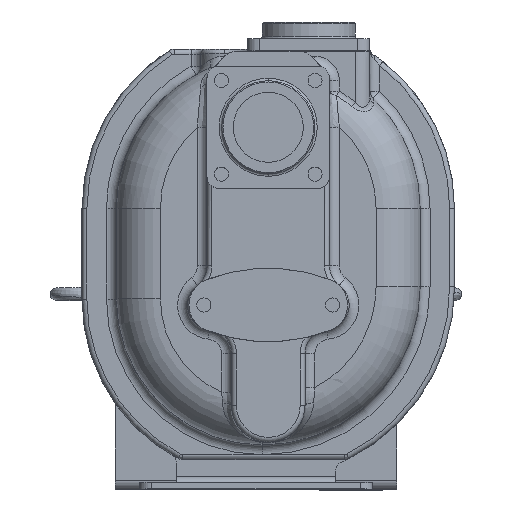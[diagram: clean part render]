
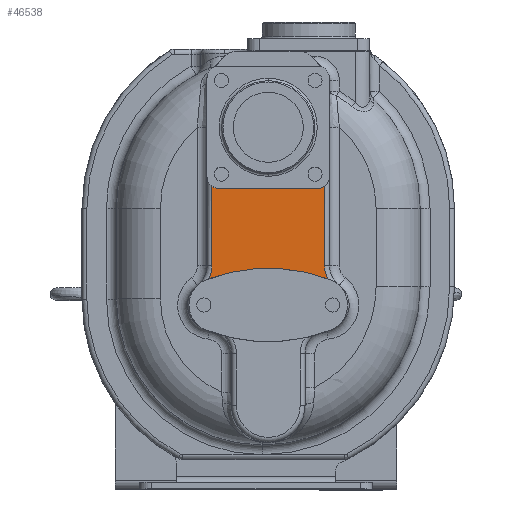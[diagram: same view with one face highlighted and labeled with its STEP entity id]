
A CAD part, top view. The second image highlights one B-rep face of the part: STEP entity #46538.
In plain terms, the highlighted planar face has unit normal (0, 0, 1).
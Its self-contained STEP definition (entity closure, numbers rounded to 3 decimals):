
#1305=DIRECTION('',(1.,0.,0.));
#1306=VECTOR('',#1305,80.);
#1307=CARTESIAN_POINT('',(-30.,245.,98.));
#1308=LINE('',#1307,#1306);
#1309=CARTESIAN_POINT('',(50.,255.,98.));
#1310=DIRECTION('',(0.,0.,-1.));
#1311=DIRECTION('',(0.6,-0.8,0.));
#1312=AXIS2_PLACEMENT_3D('',#1309,#1310,#1311);
#1314=DIRECTION('',(0.,1.,0.));
#1315=VECTOR('',#1314,65.);
#1316=CARTESIAN_POINT('',(56.,182.,98.));
#1317=LINE('',#1316,#1315);
#1318=CARTESIAN_POINT('',(80.,182.,98.));
#1319=DIRECTION('',(0.,0.,-1.));
#1320=DIRECTION('',(-0.896,-0.444,0.));
#1321=AXIS2_PLACEMENT_3D('',#1318,#1319,#1320);
#1323=CARTESIAN_POINT('',(10.008,40.,98.));
#1324=DIRECTION('',(0.,0.,1.));
#1325=DIRECTION('',(0.346,0.938,0.));
#1326=AXIS2_PLACEMENT_3D('',#1323,#1324,#1325);
#1328=CARTESIAN_POINT('',(-60.,182.,98.));
#1329=DIRECTION('',(0.,0.,-1.));
#1330=DIRECTION('',(1.,0.,0.));
#1331=AXIS2_PLACEMENT_3D('',#1328,#1329,#1330);
#1333=DIRECTION('',(0.,-1.,0.));
#1334=VECTOR('',#1333,65.);
#1335=CARTESIAN_POINT('',(-36.,247.,98.));
#1336=LINE('',#1335,#1334);
#1337=CARTESIAN_POINT('',(-30.,255.,98.));
#1338=DIRECTION('',(0.,0.,-1.));
#1339=DIRECTION('',(0.,-1.,0.));
#1340=AXIS2_PLACEMENT_3D('',#1337,#1338,#1339);
#37189=CARTESIAN_POINT('',(56.,182.,98.));
#37190=VERTEX_POINT('',#37189);
#37255=CARTESIAN_POINT('',(-36.,182.,98.));
#37256=VERTEX_POINT('',#37255);
#37634=CARTESIAN_POINT('',(58.501,171.334,98.));
#37635=CARTESIAN_POINT('',(-38.504,171.326,98.));
#37636=VERTEX_POINT('',#37634);
#37637=VERTEX_POINT('',#37635);
#37903=CARTESIAN_POINT('',(-30.,245.,98.));
#37904=CARTESIAN_POINT('',(50.,245.,98.));
#37905=VERTEX_POINT('',#37903);
#37906=VERTEX_POINT('',#37904);
#37907=CARTESIAN_POINT('',(-36.,247.,98.));
#37908=VERTEX_POINT('',#37907);
#37909=CARTESIAN_POINT('',(56.,247.,98.));
#37910=VERTEX_POINT('',#37909);
#46517=CARTESIAN_POINT('',(0.,160.,98.));
#46518=DIRECTION('',(0.,0.,-1.));
#46519=DIRECTION('',(-1.,0.,0.));
#46520=AXIS2_PLACEMENT_3D('',#46517,#46518,#46519);
#46521=PLANE('',#46520);
#46523=ORIENTED_EDGE('',*,*,#46522,.T.);
#46525=ORIENTED_EDGE('',*,*,#46524,.F.);
#46527=ORIENTED_EDGE('',*,*,#46526,.F.);
#46529=ORIENTED_EDGE('',*,*,#46528,.F.);
#46530=ORIENTED_EDGE('',*,*,#46504,.T.);
#46531=ORIENTED_EDGE('',*,*,#46461,.F.);
#46533=ORIENTED_EDGE('',*,*,#46532,.F.);
#46535=ORIENTED_EDGE('',*,*,#46534,.F.);
#46536=EDGE_LOOP('',(#46523,#46525,#46527,#46529,#46530,#46531,#46533,#46535));
#46537=FACE_OUTER_BOUND('',#46536,.F.);
#46538=ADVANCED_FACE('',(#46537),#46521,.F.);
#1313=CIRCLE('',#1312,10.);
#1322=CIRCLE('',#1321,24.);
#1327=CIRCLE('',#1326,140.);
#1332=CIRCLE('',#1331,24.);
#1341=CIRCLE('',#1340,10.);
#46461=EDGE_CURVE('',#37256,#37637,#1332,.T.);
#46504=EDGE_CURVE('',#37636,#37637,#1327,.T.);
#46522=EDGE_CURVE('',#37905,#37906,#1308,.T.);
#46524=EDGE_CURVE('',#37910,#37906,#1313,.T.);
#46526=EDGE_CURVE('',#37190,#37910,#1317,.T.);
#46528=EDGE_CURVE('',#37636,#37190,#1322,.T.);
#46532=EDGE_CURVE('',#37908,#37256,#1336,.T.);
#46534=EDGE_CURVE('',#37905,#37908,#1341,.T.);
